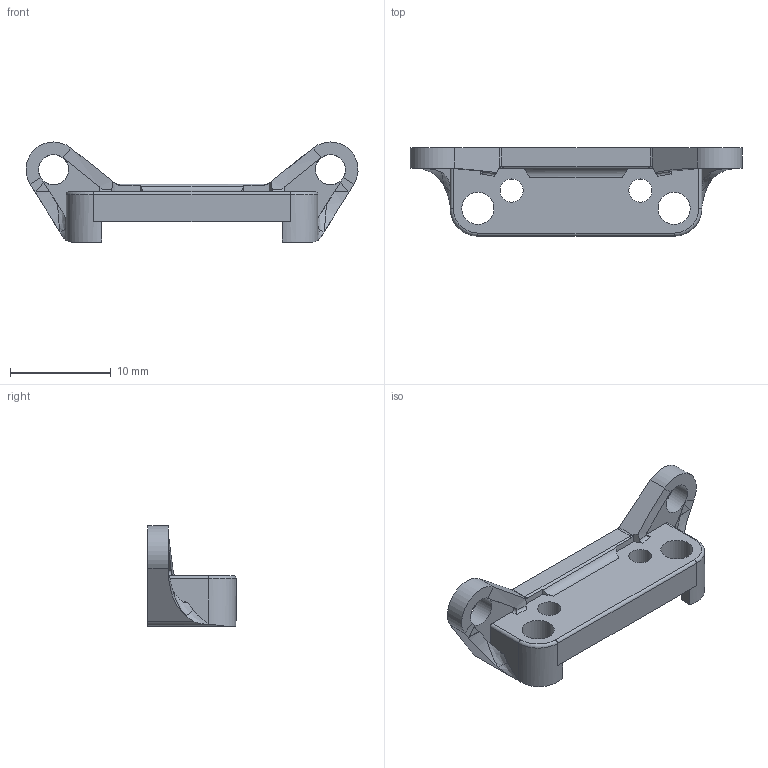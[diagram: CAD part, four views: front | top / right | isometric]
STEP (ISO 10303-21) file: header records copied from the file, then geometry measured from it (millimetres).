
FILE_DESCRIPTION(/* description */ (''),/* implementation_level */ '2;1');
FILE_NAME(/* name */ 'lazer_side2.stp',/* time_stamp */ '2023-01-22T23:38:29+03:00',/* author */ ('akapu'),/* organization */ (''),/* preprocessor_version */ 'ST-DEVELOPER v18.1',/* originating_system */ 'Autodesk Inventor 2022',/* authorisation */ '');
FILE_SCHEMA (('AUTOMOTIVE_DESIGN { 1 0 10303 214 3 1 1 }'));
Length unit declared in the file: millimetre
Products named in the file (1): lazer_side
Bounding box: 32.99 x 8.75 x 9.94 mm (x, y, z)
Volume: 825.5 mm3; surface area: 1015.1 mm2
Topology: 1 solids, 1 shells, 74 faces, 208 edges, 132 vertices
Faces by surface type: plane 37, cylinder 21, bspline 14, torus 2
Full cylindrical faces by diameter (mm): 2.3 x2, 3 x2, 3.2 x2
Entity records: 2916 total; most frequent: CARTESIAN_POINT 957, ORIENTED_EDGE 416, DIRECTION 336, EDGE_CURVE 208, VERTEX_POINT 132, AXIS2_PLACEMENT_3D 117, LINE 102, VECTOR 102
